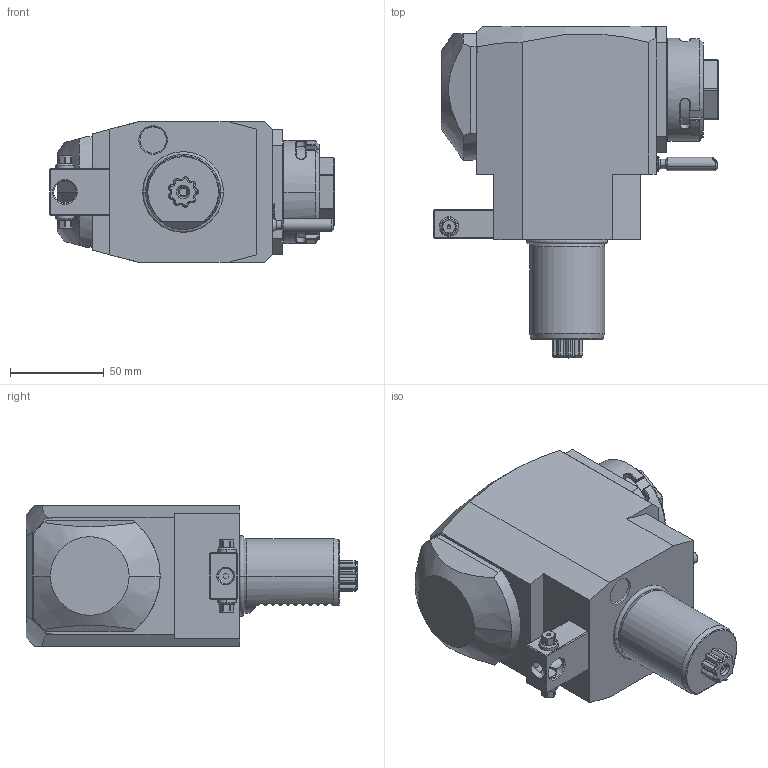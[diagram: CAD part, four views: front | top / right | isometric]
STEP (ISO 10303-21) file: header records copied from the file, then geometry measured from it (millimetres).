
FILE_DESCRIPTION((''),'2;1');
FILE_NAME('NGT1_40_215_32_1_1_80T','2024-10-24T',('vali'),('NOVA GRUP'),'PRO/ENGINEER BY PARAMETRIC TECHNOLOGY CORPORATION, 2010280','PRO/ENGINEER BY PARAMETRIC TECHNOLOGY CORPORATION, 2010280','');
FILE_SCHEMA(('CONFIG_CONTROL_DESIGN'));
Length unit declared in the file: millimetre
Products named in the file (1): NGT1_40_215_32_1_1_80T
Bounding box: 151.5 x 177 x 75 mm (x, y, z)
Volume: 952921.3 mm3; surface area: 71237.4 mm2
Topology: 1 solids, 2 shells, 397 faces, 1062 edges, 683 vertices
Faces by surface type: plane 183, cylinder 121, cone 82, bspline 6, torus 3, sphere 2
Entity records: 15716 total; most frequent: CARTESIAN_POINT 6058, ORIENTED_EDGE 2116, DIRECTION 1857, EDGE_CURVE 1058, VERTEX_POINT 683, AXIS2_PLACEMENT_3D 655, VECTOR 547, LINE 547
